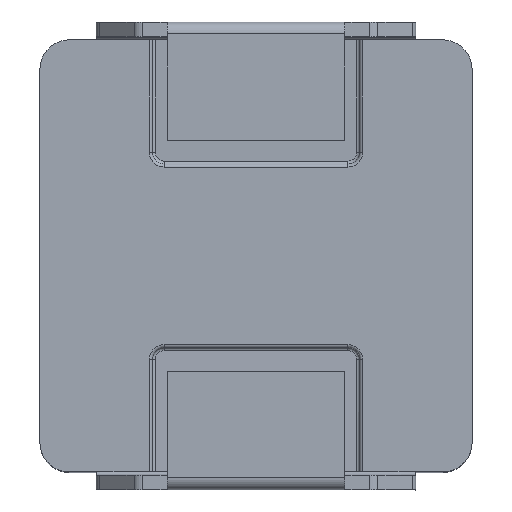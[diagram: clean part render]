
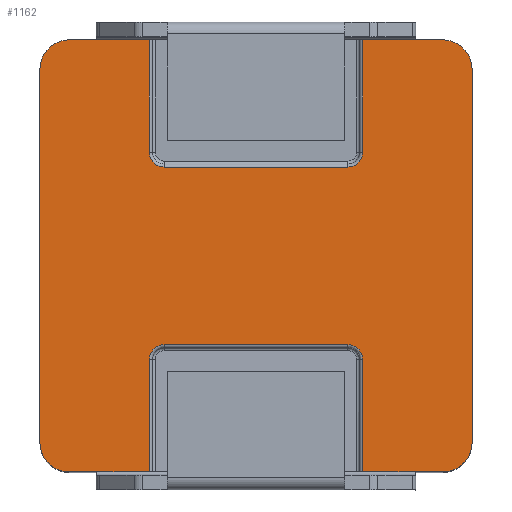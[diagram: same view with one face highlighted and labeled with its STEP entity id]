
A CAD part, top view. The second image highlights one B-rep face of the part: STEP entity #1162.
In plain terms, the highlighted planar face has unit normal (0, 0, 1).
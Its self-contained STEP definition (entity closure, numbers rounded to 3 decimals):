
#808=CIRCLE('',#5129,0.5);
#810=CIRCLE('',#5132,0.5);
#812=CIRCLE('',#5136,0.5);
#814=CIRCLE('',#5139,0.5);
#816=CIRCLE('',#5143,0.25);
#817=CIRCLE('',#5144,0.25);
#818=CIRCLE('',#5145,0.25);
#819=CIRCLE('',#5146,0.25);
#1162=ADVANCED_FACE('',(#1493),#1303,.T.);
#1303=PLANE('',#5147);
#1493=FACE_OUTER_BOUND('',#1855,.T.);
#1855=EDGE_LOOP('',(#2992,#2993,#2994,#2995,#2996,#2997,#2998,#2999,#3000,
#3001,#3002,#3003,#3004,#3005,#3006,#3007,#3008,#3009,#3010,#3011));
#2992=ORIENTED_EDGE('',*,*,#4134,.T.);
#2993=ORIENTED_EDGE('',*,*,#4172,.T.);
#2994=ORIENTED_EDGE('',*,*,#4173,.T.);
#2995=ORIENTED_EDGE('',*,*,#4174,.T.);
#2996=ORIENTED_EDGE('',*,*,#4175,.T.);
#2997=ORIENTED_EDGE('',*,*,#4176,.T.);
#2998=ORIENTED_EDGE('',*,*,#4138,.T.);
#2999=ORIENTED_EDGE('',*,*,#4162,.T.);
#3000=ORIENTED_EDGE('',*,*,#4165,.T.);
#3001=ORIENTED_EDGE('',*,*,#4168,.T.);
#3002=ORIENTED_EDGE('',*,*,#4152,.T.);
#3003=ORIENTED_EDGE('',*,*,#4177,.T.);
#3004=ORIENTED_EDGE('',*,*,#4178,.T.);
#3005=ORIENTED_EDGE('',*,*,#4179,.T.);
#3006=ORIENTED_EDGE('',*,*,#4180,.T.);
#3007=ORIENTED_EDGE('',*,*,#4181,.T.);
#3008=ORIENTED_EDGE('',*,*,#4144,.T.);
#3009=ORIENTED_EDGE('',*,*,#4170,.T.);
#3010=ORIENTED_EDGE('',*,*,#4156,.T.);
#3011=ORIENTED_EDGE('',*,*,#4160,.T.);
#3541=VERTEX_POINT('',#8793);
#3542=VERTEX_POINT('',#8795);
#3545=VERTEX_POINT('',#8801);
#3546=VERTEX_POINT('',#8803);
#3551=VERTEX_POINT('',#8815);
#3552=VERTEX_POINT('',#8816);
#3559=VERTEX_POINT('',#8830);
#3560=VERTEX_POINT('',#8832);
#3563=VERTEX_POINT('',#8840);
#3564=VERTEX_POINT('',#8841);
#3567=VERTEX_POINT('',#8852);
#3569=VERTEX_POINT('',#8858);
#3571=VERTEX_POINT('',#8871);
#3572=VERTEX_POINT('',#8873);
#3573=VERTEX_POINT('',#8875);
#3574=VERTEX_POINT('',#8877);
#3575=VERTEX_POINT('',#8880);
#3576=VERTEX_POINT('',#8882);
#3577=VERTEX_POINT('',#8884);
#3578=VERTEX_POINT('',#8886);
#4134=EDGE_CURVE('',#3542,#3541,#4447,.T.);
#4138=EDGE_CURVE('',#3546,#3545,#4451,.T.);
#4144=EDGE_CURVE('',#3551,#3552,#4454,.T.);
#4152=EDGE_CURVE('',#3560,#3559,#4458,.T.);
#4156=EDGE_CURVE('',#3563,#3564,#4462,.T.);
#4160=EDGE_CURVE('',#3564,#3542,#808,.T.);
#4162=EDGE_CURVE('',#3545,#3567,#810,.T.);
#4165=EDGE_CURVE('',#3567,#3569,#4467,.T.);
#4168=EDGE_CURVE('',#3569,#3560,#812,.T.);
#4170=EDGE_CURVE('',#3552,#3563,#814,.T.);
#4172=EDGE_CURVE('',#3541,#3571,#4470,.T.);
#4173=EDGE_CURVE('',#3571,#3572,#816,.T.);
#4174=EDGE_CURVE('',#3572,#3573,#4471,.T.);
#4175=EDGE_CURVE('',#3573,#3574,#817,.T.);
#4176=EDGE_CURVE('',#3574,#3546,#4472,.T.);
#4177=EDGE_CURVE('',#3559,#3575,#4473,.T.);
#4178=EDGE_CURVE('',#3575,#3576,#818,.T.);
#4179=EDGE_CURVE('',#3576,#3577,#4474,.T.);
#4180=EDGE_CURVE('',#3577,#3578,#819,.T.);
#4181=EDGE_CURVE('',#3578,#3551,#4475,.T.);
#4447=LINE('',#8794,#4754);
#4451=LINE('',#8802,#4758);
#4454=LINE('',#8814,#4761);
#4458=LINE('',#8831,#4765);
#4462=LINE('',#8839,#4769);
#4467=LINE('',#8857,#4774);
#4470=LINE('',#8870,#4777);
#4471=LINE('',#8874,#4778);
#4472=LINE('',#8878,#4779);
#4473=LINE('',#8879,#4780);
#4474=LINE('',#8883,#4781);
#4475=LINE('',#8887,#4782);
#4754=VECTOR('',#6072,1.);
#4758=VECTOR('',#6076,1.);
#4761=VECTOR('',#6087,1.);
#4765=VECTOR('',#6099,1.);
#4769=VECTOR('',#6105,1.);
#4774=VECTOR('',#6124,1.);
#4777=VECTOR('',#6143,1.);
#4778=VECTOR('',#6146,1.);
#4779=VECTOR('',#6149,1.);
#4780=VECTOR('',#6150,1.);
#4781=VECTOR('',#6153,1.);
#4782=VECTOR('',#6156,1.);
#5129=AXIS2_PLACEMENT_3D('',#8848,#6111,#6112);
#5132=AXIS2_PLACEMENT_3D('',#8851,#6117,#6118);
#5136=AXIS2_PLACEMENT_3D('',#8863,#6129,#6130);
#5139=AXIS2_PLACEMENT_3D('',#8866,#6135,#6136);
#5143=AXIS2_PLACEMENT_3D('',#8872,#6144,#6145);
#5144=AXIS2_PLACEMENT_3D('',#8876,#6147,#6148);
#5145=AXIS2_PLACEMENT_3D('',#8881,#6151,#6152);
#5146=AXIS2_PLACEMENT_3D('',#8885,#6154,#6155);
#5147=AXIS2_PLACEMENT_3D('',#8888,#6157,#6158);
#6072=DIRECTION('',(-1.,0.,0.));
#6076=DIRECTION('',(-1.,0.,0.));
#6087=DIRECTION('',(1.,0.,0.));
#6099=DIRECTION('',(1.,0.,0.));
#6105=DIRECTION('',(0.,1.,0.));
#6111=DIRECTION('',(0.,0.,1.));
#6112=DIRECTION('',(1.,0.,0.));
#6117=DIRECTION('',(0.,0.,1.));
#6118=DIRECTION('',(1.,0.,0.));
#6124=DIRECTION('',(0.,-1.,0.));
#6129=DIRECTION('',(0.,0.,1.));
#6130=DIRECTION('',(1.,0.,0.));
#6135=DIRECTION('',(0.,0.,1.));
#6136=DIRECTION('',(1.,0.,0.));
#6143=DIRECTION('',(0.,-1.,0.));
#6144=DIRECTION('',(0.,0.,-1.));
#6145=DIRECTION('',(1.,0.,0.));
#6146=DIRECTION('',(-1.,0.,0.));
#6147=DIRECTION('',(0.,0.,-1.));
#6148=DIRECTION('',(1.,0.,0.));
#6149=DIRECTION('',(0.,1.,0.));
#6150=DIRECTION('',(0.,1.,0.));
#6151=DIRECTION('',(0.,0.,-1.));
#6152=DIRECTION('',(1.,0.,0.));
#6153=DIRECTION('',(1.,0.,0.));
#6154=DIRECTION('',(0.,0.,-1.));
#6155=DIRECTION('',(1.,0.,0.));
#6156=DIRECTION('',(0.,-1.,0.));
#6157=DIRECTION('',(0.,0.,1.));
#6158=DIRECTION('',(1.,0.,0.));
#8793=CARTESIAN_POINT('',(1.8,3.65,2.6));
#8794=CARTESIAN_POINT('',(3.15,3.65,2.6));
#8795=CARTESIAN_POINT('',(3.15,3.65,2.6));
#8801=CARTESIAN_POINT('',(-3.15,3.65,2.6));
#8802=CARTESIAN_POINT('',(3.15,3.65,2.6));
#8803=CARTESIAN_POINT('',(-1.8,3.65,2.6));
#8814=CARTESIAN_POINT('',(-3.15,-3.65,2.6));
#8815=CARTESIAN_POINT('',(1.8,-3.65,2.6));
#8816=CARTESIAN_POINT('',(3.15,-3.65,2.6));
#8830=CARTESIAN_POINT('',(-1.8,-3.65,2.6));
#8831=CARTESIAN_POINT('',(-3.15,-3.65,2.6));
#8832=CARTESIAN_POINT('',(-3.15,-3.65,2.6));
#8839=CARTESIAN_POINT('',(3.65,-3.15,2.6));
#8840=CARTESIAN_POINT('',(3.65,-3.15,2.6));
#8841=CARTESIAN_POINT('',(3.65,3.15,2.6));
#8848=CARTESIAN_POINT('',(3.15,3.15,2.6));
#8851=CARTESIAN_POINT('',(-3.15,3.15,2.6));
#8852=CARTESIAN_POINT('',(-3.65,3.15,2.6));
#8857=CARTESIAN_POINT('',(-3.65,3.15,2.6));
#8858=CARTESIAN_POINT('',(-3.65,-3.15,2.6));
#8863=CARTESIAN_POINT('',(-3.15,-3.15,2.6));
#8866=CARTESIAN_POINT('',(3.15,-3.15,2.6));
#8870=CARTESIAN_POINT('',(1.8,3.15,2.6));
#8871=CARTESIAN_POINT('',(1.8,1.75,2.6));
#8872=CARTESIAN_POINT('',(1.55,1.75,2.6));
#8873=CARTESIAN_POINT('',(1.55,1.5,2.6));
#8874=CARTESIAN_POINT('',(3.15,1.5,2.6));
#8875=CARTESIAN_POINT('',(-1.55,1.5,2.6));
#8876=CARTESIAN_POINT('',(-1.55,1.75,2.6));
#8877=CARTESIAN_POINT('',(-1.8,1.75,2.6));
#8878=CARTESIAN_POINT('',(-1.8,3.15,2.6));
#8879=CARTESIAN_POINT('',(-1.8,3.15,2.6));
#8880=CARTESIAN_POINT('',(-1.8,-1.75,2.6));
#8881=CARTESIAN_POINT('',(-1.55,-1.75,2.6));
#8882=CARTESIAN_POINT('',(-1.55,-1.5,2.6));
#8883=CARTESIAN_POINT('',(3.15,-1.5,2.6));
#8884=CARTESIAN_POINT('',(1.55,-1.5,2.6));
#8885=CARTESIAN_POINT('',(1.55,-1.75,2.6));
#8886=CARTESIAN_POINT('',(1.8,-1.75,2.6));
#8887=CARTESIAN_POINT('',(1.8,3.15,2.6));
#8888=CARTESIAN_POINT('',(3.15,3.15,2.6));
